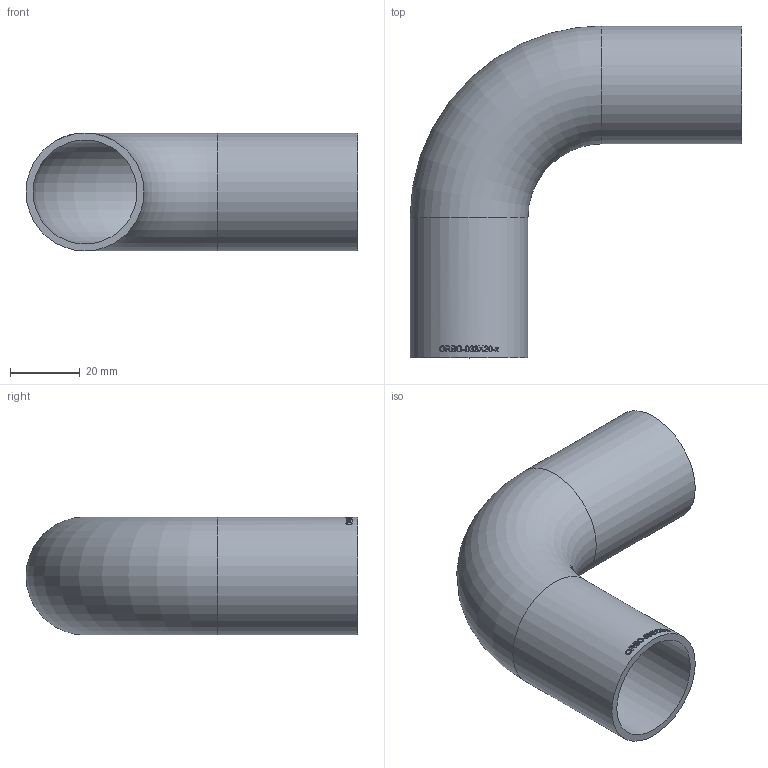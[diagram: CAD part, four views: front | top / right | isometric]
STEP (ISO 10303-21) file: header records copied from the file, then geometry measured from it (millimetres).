
FILE_DESCRIPTION (( 'STEP AP214' ), '1' );
FILE_NAME ('ORBO-033X16-x Bogen orbital Iso 2004.STEP', '2020-04-09T10:07:18', ( '' ), ( '' ), 'SwSTEP 2.0', 'SolidWorks 2019', '' );
FILE_SCHEMA (( 'AUTOMOTIVE_DESIGN' ));
Length unit declared in the file: millimetre
Products named in the file (1): ORBO-033X16-x Bogen orbital Iso 2004
Bounding box: 94.85 x 94.85 x 33.7 mm (x, y, z)
Volume: 27820.7 mm3; surface area: 28224.5 mm2
Topology: 1 solids, 1 shells, 188 faces, 499 edges, 332 vertices
Faces by surface type: bspline 123, plane 39, cylinder 24, torus 2
Full cylindrical faces by diameter (mm): 29.7 x2, 33.7 x2
Entity records: 19019 total; most frequent: CARTESIAN_POINT 13524, ORIENTED_EDGE 976, EDGE_CURVE 488, B_SPLINE_CURVE_WITH_KNOTS 384, VERTEX_POINT 328, DIRECTION 296, EDGE_LOOP 216, FACE_OUTER_BOUND 194
